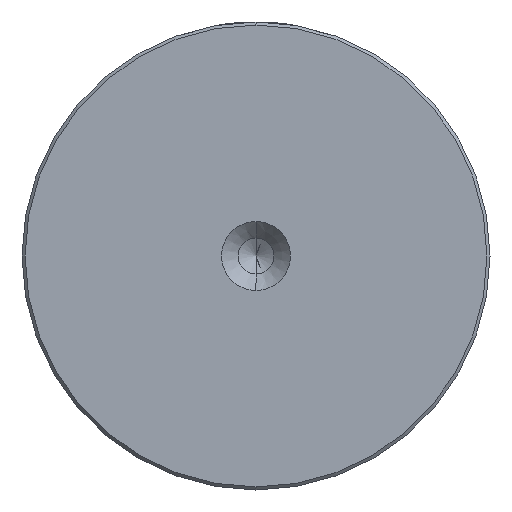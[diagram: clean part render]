
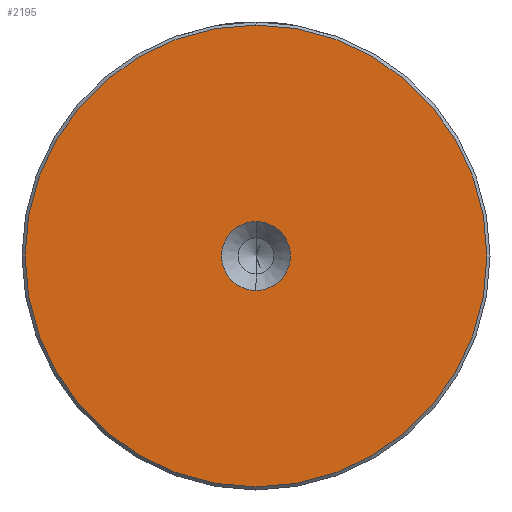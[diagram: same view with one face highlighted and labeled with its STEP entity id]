
A CAD part, left-side view. The second image highlights one B-rep face of the part: STEP entity #2195.
In plain terms, the highlighted planar face has unit normal (-1, 0, 0).
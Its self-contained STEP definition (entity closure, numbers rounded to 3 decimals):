
#26 = EDGE_CURVE ( 'NONE', #178, #1104, #76, .T. ) ;
#40 = CIRCLE ( 'NONE', #2237, 5.6 ) ;
#75 = CARTESIAN_POINT ( 'NONE',  ( 0., 0., 0. ) ) ;
#76 = CIRCLE ( 'NONE', #641, 37.5 ) ;
#155 = CARTESIAN_POINT ( 'NONE',  ( 0., 0., 0. ) ) ;
#178 = VERTEX_POINT ( 'NONE', #2187 ) ;
#226 = CIRCLE ( 'NONE', #446, 37.5 ) ;
#275 = DIRECTION ( 'NONE',  ( 0., 0., 1. ) ) ;
#336 = EDGE_CURVE ( 'NONE', #1619, #1110, #40, .T. ) ;
#418 = DIRECTION ( 'NONE',  ( 0., 0., 1. ) ) ;
#436 = DIRECTION ( 'NONE',  ( -1., 0., 0. ) ) ;
#446 = AXIS2_PLACEMENT_3D ( 'NONE', #75, #1453, #275 ) ;
#456 = ORIENTED_EDGE ( 'NONE', *, *, #336, .F. ) ;
#465 = CARTESIAN_POINT ( 'NONE',  ( 0., 0., 0. ) ) ;
#536 = DIRECTION ( 'NONE',  ( -1., 0., 0. ) ) ;
#641 = AXIS2_PLACEMENT_3D ( 'NONE', #465, #436, #418 ) ;
#690 = CIRCLE ( 'NONE', #1076, 5.6 ) ;
#694 = CARTESIAN_POINT ( 'NONE',  ( 0., 0., 5.6 ) ) ;
#800 = AXIS2_PLACEMENT_3D ( 'NONE', #155, #1163, #2491 ) ;
#866 = CARTESIAN_POINT ( 'NONE',  ( 0., 0., -5.6 ) ) ;
#913 = FACE_BOUND ( 'NONE', #2003, .T. ) ;
#1076 = AXIS2_PLACEMENT_3D ( 'NONE', #1699, #536, #1883 ) ;
#1104 = VERTEX_POINT ( 'NONE', #2010 ) ;
#1110 = VERTEX_POINT ( 'NONE', #866 ) ;
#1163 = DIRECTION ( 'NONE',  ( -1., 0., 0. ) ) ;
#1396 = EDGE_CURVE ( 'NONE', #1110, #1619, #690, .T. ) ;
#1453 = DIRECTION ( 'NONE',  ( -1., 0., 0. ) ) ;
#1592 = ORIENTED_EDGE ( 'NONE', *, *, #26, .T. ) ;
#1596 = ORIENTED_EDGE ( 'NONE', *, *, #1396, .F. ) ;
#1618 = EDGE_LOOP ( 'NONE', ( #1592, #2105 ) ) ;
#1619 = VERTEX_POINT ( 'NONE', #694 ) ;
#1699 = CARTESIAN_POINT ( 'NONE',  ( 0., 0., 0. ) ) ;
#1883 = DIRECTION ( 'NONE',  ( 0., 0., 1. ) ) ;
#1896 = EDGE_CURVE ( 'NONE', #1104, #178, #226, .T. ) ;
#1913 = PLANE ( 'NONE',  #800 ) ;
#2003 = EDGE_LOOP ( 'NONE', ( #456, #1596 ) ) ;
#2010 = CARTESIAN_POINT ( 'NONE',  ( 0., 0., 37.5 ) ) ;
#2105 = ORIENTED_EDGE ( 'NONE', *, *, #1896, .T. ) ;
#2187 = CARTESIAN_POINT ( 'NONE',  ( 0., 0., -37.5 ) ) ;
#2195 = ADVANCED_FACE ( 'NONE', ( #2376, #913 ), #1913, .T. ) ;
#2237 = AXIS2_PLACEMENT_3D ( 'NONE', #2280, #2269, #2262 ) ;
#2262 = DIRECTION ( 'NONE',  ( 0., 0., 1. ) ) ;
#2269 = DIRECTION ( 'NONE',  ( -1., 0., 0. ) ) ;
#2280 = CARTESIAN_POINT ( 'NONE',  ( 0., 0., 0. ) ) ;
#2376 = FACE_OUTER_BOUND ( 'NONE', #1618, .T. ) ;
#2491 = DIRECTION ( 'NONE',  ( 0., 0., 1. ) ) ;
